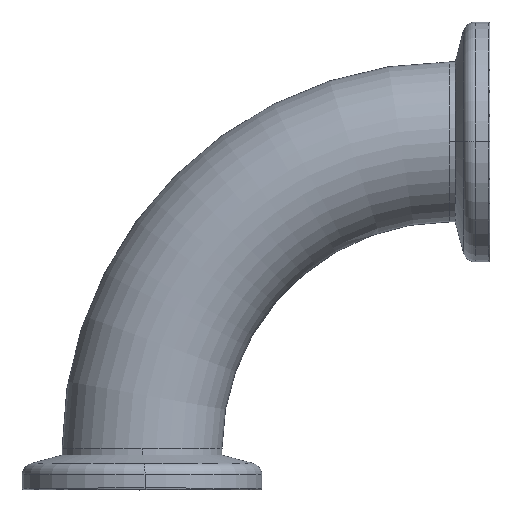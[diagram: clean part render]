
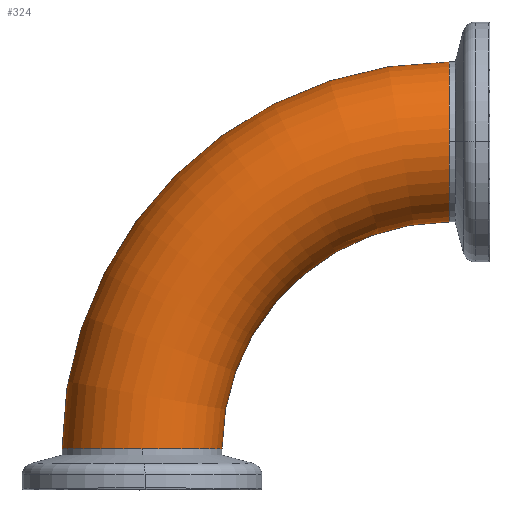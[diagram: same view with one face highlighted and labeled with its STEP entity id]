
A CAD part, top view. The second image highlights one B-rep face of the part: STEP entity #324.
In plain terms, the highlighted toroidal (fillet/blend) face has major radius 38.4 mm and minor radius 10 mm.
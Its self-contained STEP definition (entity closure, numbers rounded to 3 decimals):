
#22 = DIRECTION ( 'NONE',  ( 0., 0., 1. ) ) ;
#36 = DIRECTION ( 'NONE',  ( 1., 0., 0. ) ) ;
#48 = EDGE_LOOP ( 'NONE', ( #478, #586, #537, #393, #598, #751 ) ) ;
#49 = DIRECTION ( 'NONE',  ( 0., 0., 1. ) ) ;
#102 = CIRCLE ( 'NONE', #236, 10. ) ;
#123 = CARTESIAN_POINT ( 'NONE',  ( 10., 1.6, 0. ) ) ;
#127 = VERTEX_POINT ( 'NONE', #203 ) ;
#129 = VERTEX_POINT ( 'NONE', #313 ) ;
#131 = DIRECTION ( 'NONE',  ( 0., 0., 1. ) ) ;
#146 = CARTESIAN_POINT ( 'NONE',  ( 0., 1.6, 10. ) ) ;
#147 = VERTEX_POINT ( 'NONE', #363 ) ;
#176 = CARTESIAN_POINT ( 'NONE',  ( 0., 1.6, 0. ) ) ;
#188 = CARTESIAN_POINT ( 'NONE',  ( 0., 1.6, 0. ) ) ;
#203 = CARTESIAN_POINT ( 'NONE',  ( 38.4, 30., 0. ) ) ;
#205 = VERTEX_POINT ( 'NONE', #123 ) ;
#213 = AXIS2_PLACEMENT_3D ( 'NONE', #547, #526, #559 ) ;
#218 = AXIS2_PLACEMENT_3D ( 'NONE', #188, #648, #131 ) ;
#236 = AXIS2_PLACEMENT_3D ( 'NONE', #697, #278, #22 ) ;
#244 = AXIS2_PLACEMENT_3D ( 'NONE', #642, #36, #540 ) ;
#247 = AXIS2_PLACEMENT_3D ( 'NONE', #936, #793, #628 ) ;
#278 = DIRECTION ( 'NONE',  ( 1., 0., 0. ) ) ;
#283 = DIRECTION ( 'NONE',  ( 0., 0., 1. ) ) ;
#288 = AXIS2_PLACEMENT_3D ( 'NONE', #683, #49, #995 ) ;
#294 = DIRECTION ( 'NONE',  ( 0., 1., 0. ) ) ;
#305 = CARTESIAN_POINT ( 'NONE',  ( 38.4, 40., 10. ) ) ;
#313 = CARTESIAN_POINT ( 'NONE',  ( 38.4, 50., 0. ) ) ;
#314 = AXIS2_PLACEMENT_3D ( 'NONE', #176, #294, #283 ) ;
#324 = ADVANCED_FACE ( 'NONE', ( #892 ), #617, .T. ) ;
#358 = CIRCLE ( 'NONE', #218, 10. ) ;
#363 = CARTESIAN_POINT ( 'NONE',  ( -10., 1.6, 0. ) ) ;
#393 = ORIENTED_EDGE ( 'NONE', *, *, #504, .T. ) ;
#416 = CIRCLE ( 'NONE', #244, 10. ) ;
#478 = ORIENTED_EDGE ( 'NONE', *, *, #587, .F. ) ;
#504 = EDGE_CURVE ( 'NONE', #830, #205, #944, .T. ) ;
#526 = DIRECTION ( 'NONE',  ( 0., 0., 1. ) ) ;
#537 = ORIENTED_EDGE ( 'NONE', *, *, #594, .T. ) ;
#540 = DIRECTION ( 'NONE',  ( 0., 0., 1. ) ) ;
#547 = CARTESIAN_POINT ( 'NONE',  ( 38.4, 1.6, 0. ) ) ;
#559 = DIRECTION ( 'NONE',  ( 1., 0., 0. ) ) ;
#561 = EDGE_CURVE ( 'NONE', #129, #147, #934, .T. ) ;
#581 = EDGE_CURVE ( 'NONE', #829, #127, #416, .T. ) ;
#586 = ORIENTED_EDGE ( 'NONE', *, *, #561, .T. ) ;
#587 = EDGE_CURVE ( 'NONE', #129, #829, #102, .T. ) ;
#594 = EDGE_CURVE ( 'NONE', #147, #830, #358, .T. ) ;
#598 = ORIENTED_EDGE ( 'NONE', *, *, #600, .F. ) ;
#600 = EDGE_CURVE ( 'NONE', #127, #205, #731, .T. ) ;
#617 = TOROIDAL_SURFACE ( 'NONE', #288, 38.4, 10. ) ;
#628 = DIRECTION ( 'NONE',  ( 1., 0., 0. ) ) ;
#642 = CARTESIAN_POINT ( 'NONE',  ( 38.4, 40., 0. ) ) ;
#648 = DIRECTION ( 'NONE',  ( 0., 1., 0. ) ) ;
#683 = CARTESIAN_POINT ( 'NONE',  ( 38.4, 1.6, 0. ) ) ;
#697 = CARTESIAN_POINT ( 'NONE',  ( 38.4, 40., 0. ) ) ;
#731 = CIRCLE ( 'NONE', #213, 28.4 ) ;
#751 = ORIENTED_EDGE ( 'NONE', *, *, #581, .F. ) ;
#793 = DIRECTION ( 'NONE',  ( 0., 0., 1. ) ) ;
#829 = VERTEX_POINT ( 'NONE', #305 ) ;
#830 = VERTEX_POINT ( 'NONE', #146 ) ;
#892 = FACE_OUTER_BOUND ( 'NONE', #48, .T. ) ;
#934 = CIRCLE ( 'NONE', #247, 48.4 ) ;
#936 = CARTESIAN_POINT ( 'NONE',  ( 38.4, 1.6, 0. ) ) ;
#944 = CIRCLE ( 'NONE', #314, 10. ) ;
#995 = DIRECTION ( 'NONE',  ( 1., 0., 0. ) ) ;
